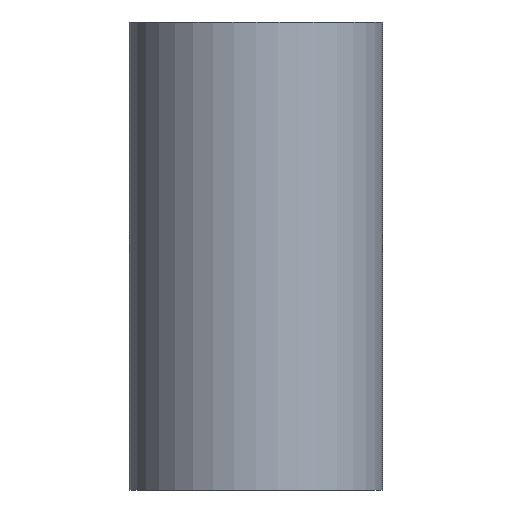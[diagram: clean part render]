
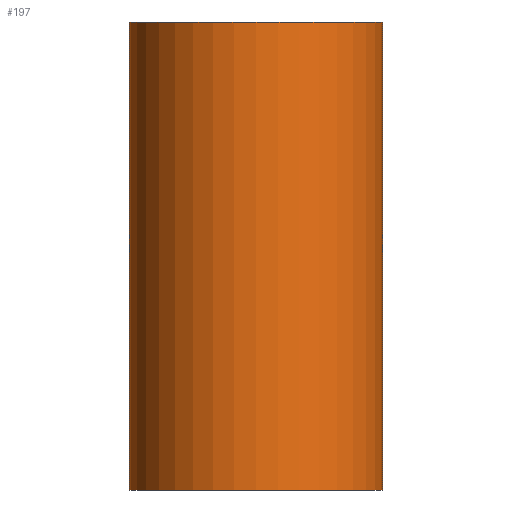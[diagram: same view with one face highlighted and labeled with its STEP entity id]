
A CAD part, front view. The second image highlights one B-rep face of the part: STEP entity #197.
In plain terms, the highlighted cylindrical face has radius 53 mm (diameter 106 mm), a full revolution.
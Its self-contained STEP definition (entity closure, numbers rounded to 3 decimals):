
#16=B_SPLINE_CURVE_WITH_KNOTS('',3,(#409,#410,#411,#412,#413,#414,#415,
#416,#417,#418,#419,#420,#421,#422,#423,#424,#425,#426,#427,#428,#429,#430,
#431,#432,#433,#434,#435,#436,#437,#438,#439,#440,#441,#442,#443,#444,#445,
#446,#447,#448,#449,#450,#451,#452,#453,#454,#455,#456,#457,#458,#459,#460,
#461,#462,#463,#464,#465,#466,#467,#468,#469,#470,#471,#472,#473,#474),
 .UNSPECIFIED.,.T.,.F.,(4,2,2,2,2,2,2,2,2,2,2,2,2,2,2,2,2,2,2,2,2,2,2,2,
2,2,2,2,2,2,2,2,4),(0.,0.93,1.86,2.789,
3.719,4.609,5.499,6.389,7.279,
8.169,9.059,9.949,10.84,11.769,
12.699,13.629,14.559,15.489,16.418,
17.348,18.278,19.168,20.058,20.948,
21.838,22.728,23.618,24.508,25.398,
26.328,27.258,28.188,29.118),
 .UNSPECIFIED.);
#29=CYLINDRICAL_SURFACE('',#230,53.);
#44=FACE_BOUND('',#92,.T.);
#45=FACE_BOUND('',#93,.T.);
#61=FACE_OUTER_BOUND('',#91,.T.);
#91=EDGE_LOOP('',(#174));
#92=EDGE_LOOP('',(#175));
#93=EDGE_LOOP('',(#176));
#101=CIRCLE('',#208,53.);
#105=CIRCLE('',#215,53.);
#116=VERTEX_POINT('',#307);
#120=VERTEX_POINT('',#318);
#129=VERTEX_POINT('',#408);
#133=EDGE_CURVE('',#116,#116,#101,.T.);
#137=EDGE_CURVE('',#120,#120,#105,.T.);
#146=EDGE_CURVE('',#129,#129,#16,.T.);
#174=ORIENTED_EDGE('',*,*,#133,.F.);
#175=ORIENTED_EDGE('',*,*,#137,.F.);
#176=ORIENTED_EDGE('',*,*,#146,.T.);
#197=ADVANCED_FACE('',(#61,#44,#45),#29,.T.);
#208=AXIS2_PLACEMENT_3D('',#308,#247,#248);
#215=AXIS2_PLACEMENT_3D('',#319,#261,#262);
#230=AXIS2_PLACEMENT_3D('',#475,#291,#292);
#247=DIRECTION('center_axis',(0.,0.,1.));
#248=DIRECTION('ref_axis',(-1.,0.,0.));
#261=DIRECTION('center_axis',(0.,0.,-1.));
#262=DIRECTION('ref_axis',(-1.,0.,0.));
#291=DIRECTION('center_axis',(0.,0.,1.));
#292=DIRECTION('ref_axis',(-1.,0.,0.));
#307=CARTESIAN_POINT('',(53.,0.,98.));
#308=CARTESIAN_POINT('Origin',(0.,0.,98.));
#318=CARTESIAN_POINT('',(53.,0.,-98.));
#319=CARTESIAN_POINT('Origin',(0.,0.,-98.));
#408=CARTESIAN_POINT('',(44.5,28.788,0.));
#409=CARTESIAN_POINT('Ctrl Pts',(44.5,28.788,0.));
#410=CARTESIAN_POINT('Ctrl Pts',(44.5,28.788,3.099));
#411=CARTESIAN_POINT('Ctrl Pts',(44.177,29.301,6.127));
#412=CARTESIAN_POINT('Ctrl Pts',(42.966,31.049,11.96));
#413=CARTESIAN_POINT('Ctrl Pts',(42.078,32.275,14.769));
#414=CARTESIAN_POINT('Ctrl Pts',(39.803,35.042,20.109));
#415=CARTESIAN_POINT('Ctrl Pts',(38.414,36.583,22.643));
#416=CARTESIAN_POINT('Ctrl Pts',(35.218,39.669,27.351));
#417=CARTESIAN_POINT('Ctrl Pts',(33.409,41.215,29.523));
#418=CARTESIAN_POINT('Ctrl Pts',(29.606,44.021,33.326));
#419=CARTESIAN_POINT('Ctrl Pts',(27.486,45.394,35.112));
#420=CARTESIAN_POINT('Ctrl Pts',(22.797,47.921,38.322));
#421=CARTESIAN_POINT('Ctrl Pts',(20.228,49.073,39.747));
#422=CARTESIAN_POINT('Ctrl Pts',(14.778,50.98,42.079));
#423=CARTESIAN_POINT('Ctrl Pts',(11.89,51.736,42.988));
#424=CARTESIAN_POINT('Ctrl Pts',(5.985,52.746,44.199));
#425=CARTESIAN_POINT('Ctrl Pts',(2.967,53.,44.5));
#426=CARTESIAN_POINT('Ctrl Pts',(-2.967,53.,44.5));
#427=CARTESIAN_POINT('Ctrl Pts',(-5.985,52.746,44.199));
#428=CARTESIAN_POINT('Ctrl Pts',(-11.89,51.736,42.988));
#429=CARTESIAN_POINT('Ctrl Pts',(-14.778,50.98,42.079));
#430=CARTESIAN_POINT('Ctrl Pts',(-20.228,49.073,39.747));
#431=CARTESIAN_POINT('Ctrl Pts',(-22.797,47.921,38.322));
#432=CARTESIAN_POINT('Ctrl Pts',(-27.486,45.394,35.112));
#433=CARTESIAN_POINT('Ctrl Pts',(-29.606,44.021,33.326));
#434=CARTESIAN_POINT('Ctrl Pts',(-33.409,41.215,29.523));
#435=CARTESIAN_POINT('Ctrl Pts',(-35.218,39.669,27.351));
#436=CARTESIAN_POINT('Ctrl Pts',(-38.414,36.583,22.643));
#437=CARTESIAN_POINT('Ctrl Pts',(-39.803,35.042,20.109));
#438=CARTESIAN_POINT('Ctrl Pts',(-42.078,32.275,14.769));
#439=CARTESIAN_POINT('Ctrl Pts',(-42.966,31.049,11.96));
#440=CARTESIAN_POINT('Ctrl Pts',(-44.177,29.301,6.127));
#441=CARTESIAN_POINT('Ctrl Pts',(-44.5,28.788,3.099));
#442=CARTESIAN_POINT('Ctrl Pts',(-44.5,28.788,-3.099));
#443=CARTESIAN_POINT('Ctrl Pts',(-44.177,29.301,-6.127));
#444=CARTESIAN_POINT('Ctrl Pts',(-42.966,31.049,-11.96));
#445=CARTESIAN_POINT('Ctrl Pts',(-42.078,32.275,-14.769));
#446=CARTESIAN_POINT('Ctrl Pts',(-39.803,35.042,-20.109));
#447=CARTESIAN_POINT('Ctrl Pts',(-38.414,36.583,-22.643));
#448=CARTESIAN_POINT('Ctrl Pts',(-35.218,39.669,-27.351));
#449=CARTESIAN_POINT('Ctrl Pts',(-33.409,41.215,-29.523));
#450=CARTESIAN_POINT('Ctrl Pts',(-29.606,44.021,-33.326));
#451=CARTESIAN_POINT('Ctrl Pts',(-27.486,45.394,-35.112));
#452=CARTESIAN_POINT('Ctrl Pts',(-22.797,47.921,-38.322));
#453=CARTESIAN_POINT('Ctrl Pts',(-20.228,49.073,-39.747));
#454=CARTESIAN_POINT('Ctrl Pts',(-14.778,50.98,-42.079));
#455=CARTESIAN_POINT('Ctrl Pts',(-11.89,51.736,-42.988));
#456=CARTESIAN_POINT('Ctrl Pts',(-5.985,52.746,-44.199));
#457=CARTESIAN_POINT('Ctrl Pts',(-2.967,53.,-44.5));
#458=CARTESIAN_POINT('Ctrl Pts',(2.967,53.,-44.5));
#459=CARTESIAN_POINT('Ctrl Pts',(5.985,52.746,-44.199));
#460=CARTESIAN_POINT('Ctrl Pts',(11.89,51.736,-42.988));
#461=CARTESIAN_POINT('Ctrl Pts',(14.778,50.98,-42.079));
#462=CARTESIAN_POINT('Ctrl Pts',(20.228,49.073,-39.747));
#463=CARTESIAN_POINT('Ctrl Pts',(22.797,47.921,-38.322));
#464=CARTESIAN_POINT('Ctrl Pts',(27.486,45.394,-35.112));
#465=CARTESIAN_POINT('Ctrl Pts',(29.606,44.021,-33.326));
#466=CARTESIAN_POINT('Ctrl Pts',(33.409,41.215,-29.523));
#467=CARTESIAN_POINT('Ctrl Pts',(35.218,39.669,-27.351));
#468=CARTESIAN_POINT('Ctrl Pts',(38.414,36.583,-22.643));
#469=CARTESIAN_POINT('Ctrl Pts',(39.803,35.042,-20.109));
#470=CARTESIAN_POINT('Ctrl Pts',(42.078,32.275,-14.769));
#471=CARTESIAN_POINT('Ctrl Pts',(42.966,31.049,-11.96));
#472=CARTESIAN_POINT('Ctrl Pts',(44.177,29.301,-6.127));
#473=CARTESIAN_POINT('Ctrl Pts',(44.5,28.788,-3.099));
#474=CARTESIAN_POINT('Ctrl Pts',(44.5,28.788,0.));
#475=CARTESIAN_POINT('Origin',(0.,0.,0.));
